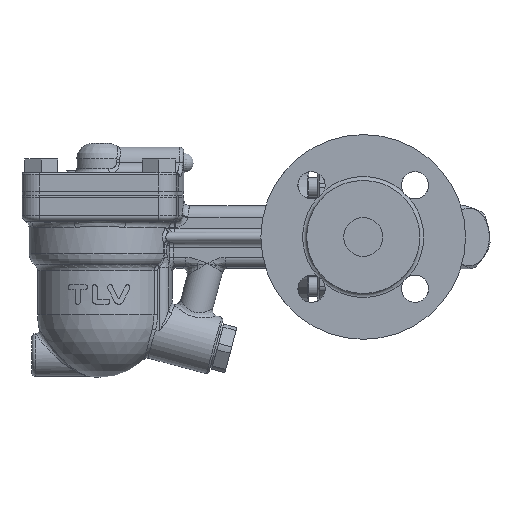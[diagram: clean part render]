
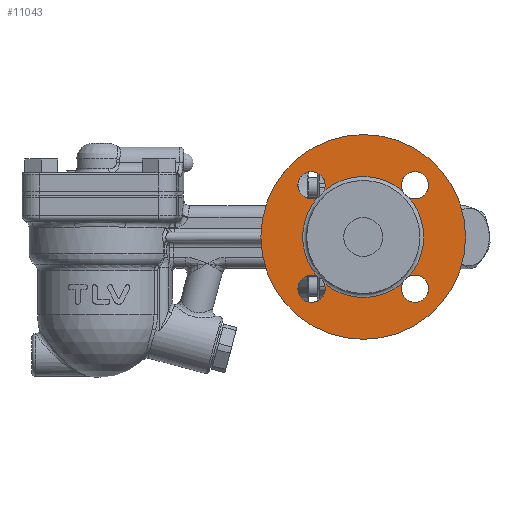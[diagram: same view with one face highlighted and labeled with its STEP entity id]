
A CAD part, front view. The second image highlights one B-rep face of the part: STEP entity #11043.
In plain terms, the highlighted planar face has unit normal (0, -1, 0).
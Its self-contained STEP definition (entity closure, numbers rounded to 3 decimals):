
#580=FACE_BOUND('',#1800,.T.);
#660=PLANE('',#11922);
#1077=FACE_OUTER_BOUND('',#1799,.T.);
#1799=EDGE_LOOP('',(#7614));
#1800=EDGE_LOOP('',(#7615,#7616,#7617,#7618,#7619,#7620,#7621,#7622,#7623,
#7624,#7625,#7626,#7627));
#3737=CIRCLE('',#11888,52.5);
#3738=CIRCLE('',#11890,31.);
#3739=CIRCLE('',#11891,31.);
#3740=CIRCLE('',#11892,31.);
#3744=CIRCLE('',#11896,31.);
#3745=CIRCLE('',#11897,31.);
#3754=CIRCLE('',#11911,7.);
#3755=CIRCLE('',#11912,7.);
#3756=CIRCLE('',#11914,7.);
#3757=CIRCLE('',#11915,7.);
#3758=CIRCLE('',#11917,7.);
#3759=CIRCLE('',#11918,7.);
#3760=CIRCLE('',#11920,7.);
#3761=CIRCLE('',#11921,7.);
#4493=VERTEX_POINT('',#17202);
#4494=VERTEX_POINT('',#17206);
#4495=VERTEX_POINT('',#17207);
#4496=VERTEX_POINT('',#17220);
#4497=VERTEX_POINT('',#17222);
#4498=VERTEX_POINT('',#17235);
#4499=VERTEX_POINT('',#17237);
#4500=VERTEX_POINT('',#17250);
#4503=VERTEX_POINT('',#17257);
#4504=VERTEX_POINT('',#17259);
#4512=VERTEX_POINT('',#17295);
#4513=VERTEX_POINT('',#17300);
#4514=VERTEX_POINT('',#17305);
#4515=VERTEX_POINT('',#17310);
#5638=EDGE_CURVE('',#4493,#4493,#3737,.T.);
#5640=EDGE_CURVE('',#4494,#4496,#3738,.T.);
#5642=EDGE_CURVE('',#4497,#4498,#3739,.T.);
#5644=EDGE_CURVE('',#4499,#4500,#3740,.T.);
#5648=EDGE_CURVE('',#4500,#4503,#3744,.T.);
#5650=EDGE_CURVE('',#4504,#4495,#3745,.T.);
#5662=EDGE_CURVE('',#4497,#4512,#3754,.T.);
#5663=EDGE_CURVE('',#4512,#4496,#3755,.T.);
#5665=EDGE_CURVE('',#4499,#4513,#3756,.T.);
#5666=EDGE_CURVE('',#4513,#4498,#3757,.T.);
#5668=EDGE_CURVE('',#4504,#4514,#3758,.T.);
#5669=EDGE_CURVE('',#4514,#4503,#3759,.T.);
#5671=EDGE_CURVE('',#4494,#4515,#3760,.T.);
#5672=EDGE_CURVE('',#4515,#4495,#3761,.T.);
#7614=ORIENTED_EDGE('',*,*,#5638,.F.);
#7615=ORIENTED_EDGE('',*,*,#5650,.F.);
#7616=ORIENTED_EDGE('',*,*,#5668,.T.);
#7617=ORIENTED_EDGE('',*,*,#5669,.T.);
#7618=ORIENTED_EDGE('',*,*,#5648,.F.);
#7619=ORIENTED_EDGE('',*,*,#5644,.F.);
#7620=ORIENTED_EDGE('',*,*,#5665,.T.);
#7621=ORIENTED_EDGE('',*,*,#5666,.T.);
#7622=ORIENTED_EDGE('',*,*,#5642,.F.);
#7623=ORIENTED_EDGE('',*,*,#5662,.T.);
#7624=ORIENTED_EDGE('',*,*,#5663,.T.);
#7625=ORIENTED_EDGE('',*,*,#5640,.F.);
#7626=ORIENTED_EDGE('',*,*,#5671,.T.);
#7627=ORIENTED_EDGE('',*,*,#5672,.T.);
#11043=ADVANCED_FACE('',(#1077,#580),#660,.T.);
#11888=AXIS2_PLACEMENT_3D('',#17204,#13546,#13547);
#11890=AXIS2_PLACEMENT_3D('',#17221,#13550,#13551);
#11891=AXIS2_PLACEMENT_3D('',#17236,#13552,#13553);
#11892=AXIS2_PLACEMENT_3D('',#17251,#13554,#13555);
#11896=AXIS2_PLACEMENT_3D('',#17258,#13562,#13563);
#11897=AXIS2_PLACEMENT_3D('',#17272,#13564,#13565);
#11911=AXIS2_PLACEMENT_3D('',#17297,#13595,#13596);
#11912=AXIS2_PLACEMENT_3D('',#17298,#13597,#13598);
#11914=AXIS2_PLACEMENT_3D('',#17302,#13602,#13603);
#11915=AXIS2_PLACEMENT_3D('',#17303,#13604,#13605);
#11917=AXIS2_PLACEMENT_3D('',#17307,#13609,#13610);
#11918=AXIS2_PLACEMENT_3D('',#17308,#13611,#13612);
#11920=AXIS2_PLACEMENT_3D('',#17312,#13616,#13617);
#11921=AXIS2_PLACEMENT_3D('',#17313,#13618,#13619);
#11922=AXIS2_PLACEMENT_3D('',#17314,#13620,#13621);
#13546=DIRECTION('center_axis',(0.,1.,0.));
#13547=DIRECTION('ref_axis',(1.,0.,0.));
#13550=DIRECTION('center_axis',(0.,-1.,0.));
#13551=DIRECTION('ref_axis',(1.,0.,0.));
#13552=DIRECTION('center_axis',(0.,-1.,0.));
#13553=DIRECTION('ref_axis',(1.,0.,0.));
#13554=DIRECTION('center_axis',(0.,-1.,0.));
#13555=DIRECTION('ref_axis',(1.,0.,0.));
#13562=DIRECTION('center_axis',(0.,-1.,0.));
#13563=DIRECTION('ref_axis',(1.,0.,0.));
#13564=DIRECTION('center_axis',(0.,-1.,0.));
#13565=DIRECTION('ref_axis',(1.,0.,0.));
#13595=DIRECTION('center_axis',(0.,1.,0.));
#13596=DIRECTION('ref_axis',(0.,0.,
1.));
#13597=DIRECTION('center_axis',(0.,1.,0.));
#13598=DIRECTION('ref_axis',(0.,0.,
1.));
#13602=DIRECTION('center_axis',(0.,1.,0.));
#13603=DIRECTION('ref_axis',(-1.,0.,0.));
#13604=DIRECTION('center_axis',(0.,1.,0.));
#13605=DIRECTION('ref_axis',(-1.,0.,0.));
#13609=DIRECTION('center_axis',(0.,1.,0.));
#13610=DIRECTION('ref_axis',(0.,0.,
-1.));
#13611=DIRECTION('center_axis',(0.,1.,0.));
#13612=DIRECTION('ref_axis',(0.,0.,
-1.));
#13616=DIRECTION('center_axis',(0.,1.,0.));
#13617=DIRECTION('ref_axis',(1.,0.,0.));
#13618=DIRECTION('center_axis',(0.,1.,0.));
#13619=DIRECTION('ref_axis',(1.,0.,0.));
#13620=DIRECTION('center_axis',(0.,-1.,0.));
#13621=DIRECTION('ref_axis',(-1.,0.,0.));
#17202=CARTESIAN_POINT('',(30.842,-72.915,12.));
#17204=CARTESIAN_POINT('Origin',(83.342,-72.915,12.));
#17206=CARTESIAN_POINT('',(59.816,-72.915,32.188));
#17207=CARTESIAN_POINT('',(63.154,-72.915,35.526));
#17220=CARTESIAN_POINT('',(59.816,-72.915,-8.188));
#17221=CARTESIAN_POINT('Origin',(83.342,-72.915,12.));
#17222=CARTESIAN_POINT('',(63.154,-72.915,-11.526));
#17235=CARTESIAN_POINT('',(103.529,-72.915,-11.526));
#17236=CARTESIAN_POINT('Origin',(83.342,-72.915,12.));
#17237=CARTESIAN_POINT('',(106.868,-72.915,-8.188));
#17250=CARTESIAN_POINT('',(114.342,-72.915,12.));
#17251=CARTESIAN_POINT('Origin',(83.342,-72.915,12.));
#17257=CARTESIAN_POINT('',(106.868,-72.915,32.188));
#17258=CARTESIAN_POINT('Origin',(83.342,-72.915,12.));
#17259=CARTESIAN_POINT('',(103.529,-72.915,35.526));
#17272=CARTESIAN_POINT('Origin',(83.342,-72.915,12.));
#17295=CARTESIAN_POINT('',(56.825,-72.915,-21.517));
#17297=CARTESIAN_POINT('Origin',(56.825,-72.915,-14.517));
#17298=CARTESIAN_POINT('Origin',(56.825,-72.915,-14.517));
#17300=CARTESIAN_POINT('',(116.858,-72.915,-14.517));
#17302=CARTESIAN_POINT('Origin',(109.858,-72.915,-14.517));
#17303=CARTESIAN_POINT('Origin',(109.858,-72.915,-14.517));
#17305=CARTESIAN_POINT('',(109.858,-72.915,45.517));
#17307=CARTESIAN_POINT('Origin',(109.858,-72.915,38.517));
#17308=CARTESIAN_POINT('Origin',(109.858,-72.915,38.517));
#17310=CARTESIAN_POINT('',(49.825,-72.915,38.517));
#17312=CARTESIAN_POINT('Origin',(56.825,-72.915,38.517));
#17313=CARTESIAN_POINT('Origin',(56.825,-72.915,38.517));
#17314=CARTESIAN_POINT('Origin',(83.342,-72.915,12.));
